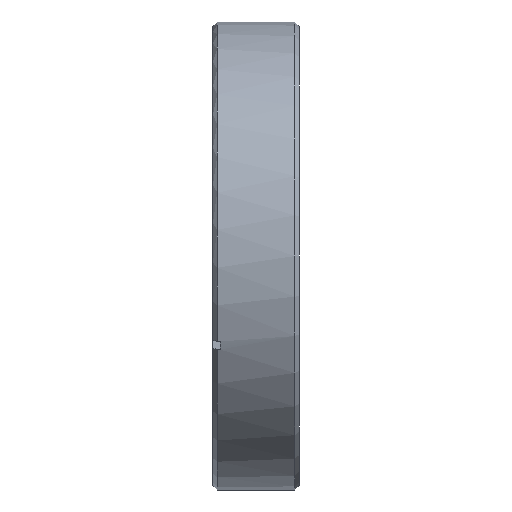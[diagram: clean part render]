
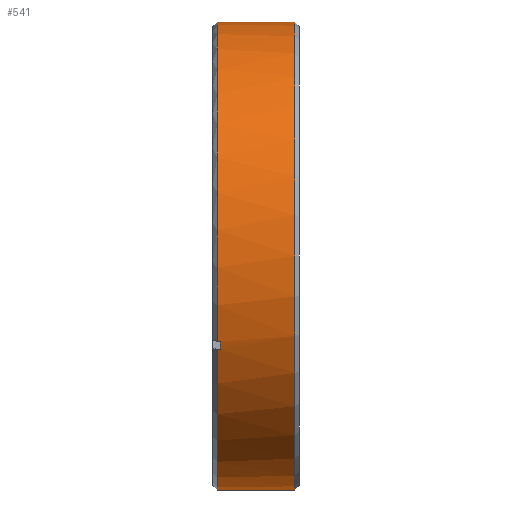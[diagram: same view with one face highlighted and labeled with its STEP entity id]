
A CAD part, front view. The second image highlights one B-rep face of the part: STEP entity #541.
In plain terms, the highlighted cylindrical face has radius 42.799 mm (diameter 85.598 mm), a partial arc.
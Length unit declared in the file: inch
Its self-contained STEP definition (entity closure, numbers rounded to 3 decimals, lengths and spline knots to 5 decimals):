
#35 = CARTESIAN_POINT ( 'NONE',  ( 0.03, -1.54461, -0.67335 ) ) ;
#63 = LINE ( 'NONE', #811, #911 ) ;
#71 = CARTESIAN_POINT ( 'NONE',  ( 0.052, -1.54461, -0.67335 ) ) ;
#73 = AXIS2_PLACEMENT_3D ( 'NONE', #2240, #80, #2249 ) ;
#80 = DIRECTION ( 'NONE',  ( 1., 0., 0. ) ) ;
#227 = VERTEX_POINT ( 'NONE', #923 ) ;
#286 = DIRECTION ( 'NONE',  ( -1., 0., 0. ) ) ;
#298 = EDGE_LOOP ( 'NONE', ( #1393, #1794, #2131, #1811, #618, #1322, #1541, #817 ) ) ;
#444 = EDGE_CURVE ( 'NONE', #2361, #227, #1720, .T. ) ;
#497 = VECTOR ( 'NONE', #500, 39.37008 ) ;
#500 = DIRECTION ( 'NONE',  ( -1., 0., 0. ) ) ;
#541 = ADVANCED_FACE ( 'NONE', ( #1348 ), #1336, .T. ) ;
#572 = VERTEX_POINT ( 'NONE', #754 ) ;
#583 = VECTOR ( 'NONE', #1961, 39.37008 ) ;
#617 = DIRECTION ( 'NONE',  ( 1., 0., 0. ) ) ;
#618 = ORIENTED_EDGE ( 'NONE', *, *, #1006, .F. ) ;
#637 = EDGE_CURVE ( 'NONE', #572, #2361, #1521, .T. ) ;
#639 = CIRCLE ( 'NONE', #2082, 1.685 ) ;
#641 = CARTESIAN_POINT ( 'NONE',  ( 0.052, 0., 0. ) ) ;
#715 = CARTESIAN_POINT ( 'NONE',  ( 0.052, -1.56834, -0.61607 ) ) ;
#754 = CARTESIAN_POINT ( 'NONE',  ( 0.59, 0., -1.685 ) ) ;
#770 = VERTEX_POINT ( 'NONE', #1789 ) ;
#811 = CARTESIAN_POINT ( 'NONE',  ( 0., 0., -1.685 ) ) ;
#817 = ORIENTED_EDGE ( 'NONE', *, *, #1095, .T. ) ;
#822 = CARTESIAN_POINT ( 'NONE',  ( 0.03, 0., 0. ) ) ;
#823 = EDGE_CURVE ( 'NONE', #1819, #2059, #1422, .T. ) ;
#911 = VECTOR ( 'NONE', #1019, 39.37008 ) ;
#923 = CARTESIAN_POINT ( 'NONE',  ( 0.03, 0., 1.685 ) ) ;
#944 = CARTESIAN_POINT ( 'NONE',  ( 0.59, 0., 0. ) ) ;
#1000 = AXIS2_PLACEMENT_3D ( 'NONE', #822, #617, #1785 ) ;
#1006 = EDGE_CURVE ( 'NONE', #2437, #1406, #2120, .T. ) ;
#1019 = DIRECTION ( 'NONE',  ( -1., 0., 0. ) ) ;
#1065 = DIRECTION ( 'NONE',  ( 0., 0., 1. ) ) ;
#1084 = EDGE_CURVE ( 'NONE', #572, #770, #63, .T. ) ;
#1086 = CARTESIAN_POINT ( 'NONE',  ( 0.59, 0., 1.685 ) ) ;
#1095 = EDGE_CURVE ( 'NONE', #2059, #770, #1411, .T. ) ;
#1097 = CARTESIAN_POINT ( 'NONE',  ( 0.052, -1.54461, -0.67335 ) ) ;
#1109 = CARTESIAN_POINT ( 'NONE',  ( 0.052, -1.56834, -0.61607 ) ) ;
#1322 = ORIENTED_EDGE ( 'NONE', *, *, #1796, .F. ) ;
#1336 = CYLINDRICAL_SURFACE ( 'NONE', #1769, 1.685 ) ;
#1343 = DIRECTION ( 'NONE',  ( 0., 0., 1. ) ) ;
#1348 = FACE_OUTER_BOUND ( 'NONE', #298, .T. ) ;
#1393 = ORIENTED_EDGE ( 'NONE', *, *, #1084, .F. ) ;
#1406 = VERTEX_POINT ( 'NONE', #1548 ) ;
#1411 = CIRCLE ( 'NONE', #1000, 1.685 ) ;
#1422 = LINE ( 'NONE', #1097, #497 ) ;
#1428 = DIRECTION ( 'NONE',  ( -1., 0., 0. ) ) ;
#1521 = CIRCLE ( 'NONE', #1636, 1.685 ) ;
#1541 = ORIENTED_EDGE ( 'NONE', *, *, #823, .T. ) ;
#1548 = CARTESIAN_POINT ( 'NONE',  ( 0.03, -1.56834, -0.61607 ) ) ;
#1636 = AXIS2_PLACEMENT_3D ( 'NONE', #944, #1737, #1343 ) ;
#1720 = LINE ( 'NONE', #2311, #2221 ) ;
#1737 = DIRECTION ( 'NONE',  ( -1., 0., 0. ) ) ;
#1769 = AXIS2_PLACEMENT_3D ( 'NONE', #2126, #2139, #1942 ) ;
#1785 = DIRECTION ( 'NONE',  ( 0., 0., -1. ) ) ;
#1789 = CARTESIAN_POINT ( 'NONE',  ( 0.03, 0., -1.685 ) ) ;
#1794 = ORIENTED_EDGE ( 'NONE', *, *, #637, .T. ) ;
#1796 = EDGE_CURVE ( 'NONE', #1819, #2437, #639, .T. ) ;
#1811 = ORIENTED_EDGE ( 'NONE', *, *, #2175, .T. ) ;
#1819 = VERTEX_POINT ( 'NONE', #71 ) ;
#1942 = DIRECTION ( 'NONE',  ( 0., 0., 1. ) ) ;
#1961 = DIRECTION ( 'NONE',  ( -1., 0., 0. ) ) ;
#2059 = VERTEX_POINT ( 'NONE', #35 ) ;
#2082 = AXIS2_PLACEMENT_3D ( 'NONE', #641, #1428, #1065 ) ;
#2084 = CIRCLE ( 'NONE', #73, 1.685 ) ;
#2120 = LINE ( 'NONE', #1109, #583 ) ;
#2126 = CARTESIAN_POINT ( 'NONE',  ( 0., 0., 0. ) ) ;
#2131 = ORIENTED_EDGE ( 'NONE', *, *, #444, .T. ) ;
#2139 = DIRECTION ( 'NONE',  ( -1., 0., 0. ) ) ;
#2175 = EDGE_CURVE ( 'NONE', #227, #1406, #2084, .T. ) ;
#2221 = VECTOR ( 'NONE', #286, 39.37008 ) ;
#2240 = CARTESIAN_POINT ( 'NONE',  ( 0.03, 0., 0. ) ) ;
#2249 = DIRECTION ( 'NONE',  ( 0., 0., -1. ) ) ;
#2311 = CARTESIAN_POINT ( 'NONE',  ( 0., 0., 1.685 ) ) ;
#2361 = VERTEX_POINT ( 'NONE', #1086 ) ;
#2437 = VERTEX_POINT ( 'NONE', #715 ) ;
